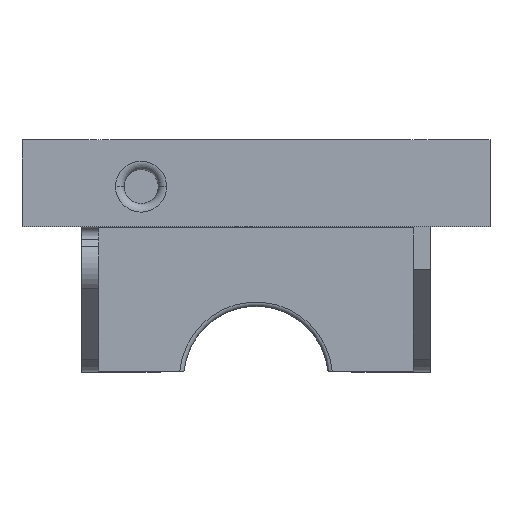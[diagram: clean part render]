
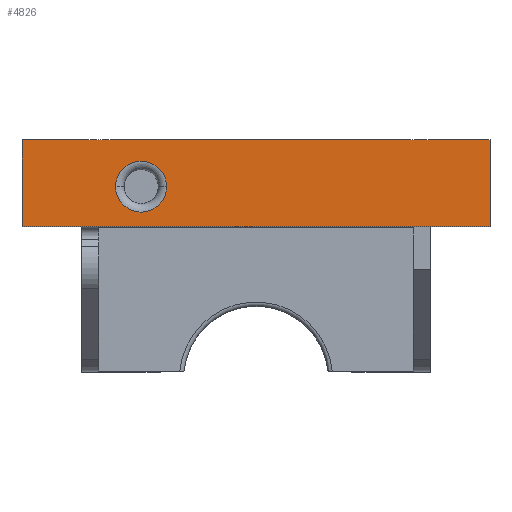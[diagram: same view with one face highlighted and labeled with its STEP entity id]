
A CAD part, top view. The second image highlights one B-rep face of the part: STEP entity #4826.
In plain terms, the highlighted planar face has unit normal (0, 0, 1).
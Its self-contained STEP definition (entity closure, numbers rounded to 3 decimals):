
#300=CARTESIAN_POINT('Vertex',(27.5,50.,25.95)) ;
#307=CARTESIAN_POINT('Vertex',(27.5,60.223,25.95)) ;
#310=CARTESIAN_POINT('Line Origine',(27.5,55.111,25.95)) ;
#327=CARTESIAN_POINT('Line Origine',(-27.5,55.111,25.95)) ;
#331=CARTESIAN_POINT('Vertex',(-27.5,60.223,25.95)) ;
#333=CARTESIAN_POINT('Vertex',(-27.5,50.,25.95)) ;
#1489=CARTESIAN_POINT('Line Origine',(0.,60.223,25.95)) ;
#4489=CARTESIAN_POINT('Line Origine',(0.,50.,25.95)) ;
#4797=CARTESIAN_POINT('Axis2P3D Location',(17.5,60.223,25.95)) ;
#4808=CARTESIAN_POINT('Axis2P3D Location',(-13.5,54.723,25.95)) ;
#4812=CARTESIAN_POINT('Vertex',(-10.5,54.723,25.95)) ;
#4814=CARTESIAN_POINT('Vertex',(-16.5,54.723,25.95)) ;
#4817=CARTESIAN_POINT('Axis2P3D Location',(-13.5,54.723,25.95)) ;
#311=DIRECTION('Vector Direction',(0.,-1.,0.)) ;
#328=DIRECTION('Vector Direction',(0.,-1.,0.)) ;
#1490=DIRECTION('Vector Direction',(-1.,0.,0.)) ;
#4490=DIRECTION('Vector Direction',(1.,0.,0.)) ;
#4798=DIRECTION('Axis2P3D Direction',(0.,0.,-1.)) ;
#4799=DIRECTION('Axis2P3D XDirection',(1.,0.,0.)) ;
#4809=DIRECTION('Axis2P3D Direction',(0.,0.,-1.)) ;
#4818=DIRECTION('Axis2P3D Direction',(0.,0.,-1.)) ;
#4800=AXIS2_PLACEMENT_3D('Plane Axis2P3D',#4797,#4798,#4799) ;
#4810=AXIS2_PLACEMENT_3D('Circle Axis2P3D',#4808,#4809,$) ;
#4819=AXIS2_PLACEMENT_3D('Circle Axis2P3D',#4817,#4818,$) ;
#4803=ORIENTED_EDGE('',*,*,#4493,.T.) ;
#4804=ORIENTED_EDGE('',*,*,#314,.F.) ;
#4805=ORIENTED_EDGE('',*,*,#1493,.F.) ;
#4806=ORIENTED_EDGE('',*,*,#335,.T.) ;
#4823=ORIENTED_EDGE('',*,*,#4816,.F.) ;
#4824=ORIENTED_EDGE('',*,*,#4821,.F.) ;
#4825=FACE_BOUND('',#4822,.T.) ;
#312=VECTOR('Line Direction',#311,1.) ;
#329=VECTOR('Line Direction',#328,1.) ;
#1491=VECTOR('Line Direction',#1490,1.) ;
#4491=VECTOR('Line Direction',#4490,1.) ;
#4826=ADVANCED_FACE('Corps principal',(#4807,#4825),#4801,.F.) ;
#4811=CIRCLE('generated circle',#4810,3.) ;
#4820=CIRCLE('generated circle',#4819,3.) ;
#314=EDGE_CURVE('',#308,#301,#313,.T.) ;
#335=EDGE_CURVE('',#332,#334,#330,.T.) ;
#1493=EDGE_CURVE('',#332,#308,#1492,.F.) ;
#4493=EDGE_CURVE('',#334,#301,#4492,.T.) ;
#4816=EDGE_CURVE('',#4813,#4815,#4811,.F.) ;
#4821=EDGE_CURVE('',#4815,#4813,#4820,.F.) ;
#4802=EDGE_LOOP('',(#4803,#4804,#4805,#4806)) ;
#4822=EDGE_LOOP('',(#4823,#4824)) ;
#4807=FACE_OUTER_BOUND('',#4802,.T.) ;
#313=LINE('Line',#310,#312) ;
#330=LINE('Line',#327,#329) ;
#1492=LINE('Line',#1489,#1491) ;
#4492=LINE('Line',#4489,#4491) ;
#4801=PLANE('',#4800) ;
#301=VERTEX_POINT('',#300) ;
#308=VERTEX_POINT('',#307) ;
#332=VERTEX_POINT('',#331) ;
#334=VERTEX_POINT('',#333) ;
#4813=VERTEX_POINT('',#4812) ;
#4815=VERTEX_POINT('',#4814) ;
